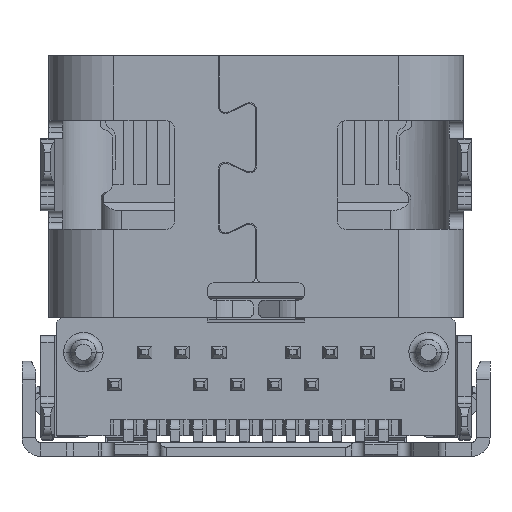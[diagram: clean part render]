
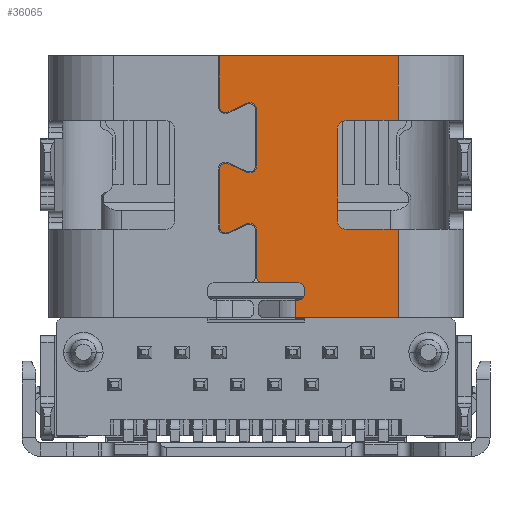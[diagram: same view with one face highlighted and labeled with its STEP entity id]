
A CAD part, front view. The second image highlights one B-rep face of the part: STEP entity #36065.
In plain terms, the highlighted planar face has unit normal (0, 1, 0).
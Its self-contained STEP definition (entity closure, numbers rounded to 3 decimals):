
#28803=CARTESIAN_POINT('',(-0.66,-1.58,4.55));
#28804=DIRECTION('',(0.,1.,0.));
#28805=DIRECTION('',(0.418,0.,-0.908));
#28806=AXIS2_PLACEMENT_3D('',#28803,#28804,#28805);
#28808=DIRECTION('',(-0.908,0.,-0.418));
#28809=VECTOR('',#28808,0.444);
#28810=CARTESIAN_POINT('',(-0.203,-1.58,4.617));
#28811=LINE('',#28810,#28809);
#28812=CARTESIAN_POINT('',(-0.14,-1.58,4.481));
#28813=DIRECTION('',(0.,-1.,0.));
#28814=DIRECTION('',(1.,0.,0.));
#28815=AXIS2_PLACEMENT_3D('',#28812,#28813,#28814);
#28817=CARTESIAN_POINT('',(-0.14,-1.58,3.269));
#28818=DIRECTION('',(0.,-1.,0.));
#28819=DIRECTION('',(-0.418,0.,-0.908));
#28820=AXIS2_PLACEMENT_3D('',#28817,#28818,#28819);
#28822=DIRECTION('',(0.908,0.,-0.418));
#28823=VECTOR('',#28822,0.444);
#28824=CARTESIAN_POINT('',(-0.606,-1.58,3.318));
#28825=LINE('',#28824,#28823);
#28826=CARTESIAN_POINT('',(-0.66,-1.58,3.2));
#28827=DIRECTION('',(0.,1.,0.));
#28828=DIRECTION('',(-1.,0.,0.));
#28829=AXIS2_PLACEMENT_3D('',#28826,#28827,#28828);
#28831=CARTESIAN_POINT('',(-0.66,-1.58,1.95));
#28832=DIRECTION('',(0.,1.,0.));
#28833=DIRECTION('',(0.418,0.,-0.908));
#28834=AXIS2_PLACEMENT_3D('',#28831,#28832,#28833);
#28836=DIRECTION('',(-0.908,0.,-0.418));
#28837=VECTOR('',#28836,0.444);
#28838=CARTESIAN_POINT('',(-0.203,-1.58,2.017));
#28839=LINE('',#28838,#28837);
#28840=CARTESIAN_POINT('',(-0.14,-1.58,1.881));
#28841=DIRECTION('',(0.,-1.,0.));
#28842=DIRECTION('',(1.,0.,0.));
#28843=AXIS2_PLACEMENT_3D('',#28840,#28841,#28842);
#28845=CARTESIAN_POINT('',(0.14,-1.58,0.88));
#28846=DIRECTION('',(0.,1.,0.));
#28847=DIRECTION('',(0.,0.,-1.));
#28848=AXIS2_PLACEMENT_3D('',#28845,#28846,#28847);
#28850=CARTESIAN_POINT('',(0.9,-1.58,0.6));
#28851=DIRECTION('',(0.,-1.,0.));
#28852=DIRECTION('',(1.,0.,0.));
#28853=AXIS2_PLACEMENT_3D('',#28850,#28851,#28852);
#28855=CARTESIAN_POINT('',(0.9,-1.58,0.52));
#28856=DIRECTION('',(0.,-1.,0.));
#28857=DIRECTION('',(0.,0.,-1.));
#28858=AXIS2_PLACEMENT_3D('',#28855,#28856,#28857);
#28860=DIRECTION('',(-1.,0.,0.));
#28861=VECTOR('',#28860,2.22);
#28862=CARTESIAN_POINT('',(3.07,-1.58,0.));
#28863=LINE('',#28862,#28861);
#28864=DIRECTION('',(1.,0.,0.));
#28865=VECTOR('',#28864,1.12);
#28866=CARTESIAN_POINT('',(1.95,-1.58,1.9));
#28867=LINE('',#28866,#28865);
#28868=CARTESIAN_POINT('',(1.95,-1.58,2.1));
#28869=DIRECTION('',(0.,-1.,0.));
#28870=DIRECTION('',(-1.,0.,0.));
#28871=AXIS2_PLACEMENT_3D('',#28868,#28869,#28870);
#28873=DIRECTION('',(0.,0.,-1.));
#28874=VECTOR('',#28873,1.95);
#28875=CARTESIAN_POINT('',(1.75,-1.58,4.05));
#28876=LINE('',#28875,#28874);
#28877=CARTESIAN_POINT('',(1.95,-1.58,4.05));
#28878=DIRECTION('',(0.,-1.,0.));
#28879=DIRECTION('',(0.,0.,1.));
#28880=AXIS2_PLACEMENT_3D('',#28877,#28878,#28879);
#28882=DIRECTION('',(-1.,0.,0.));
#28883=VECTOR('',#28882,1.12);
#28884=CARTESIAN_POINT('',(3.07,-1.58,4.25));
#28885=LINE('',#28884,#28883);
#28890=DIRECTION('',(-1.,0.,0.));
#28891=VECTOR('',#28890,3.86);
#28892=CARTESIAN_POINT('',(3.07,-1.58,
5.65));
#28893=LINE('',#28892,#28891);
#28902=DIRECTION('',(0.,0.,-1.));
#28903=VECTOR('',#28902,1.1);
#28904=CARTESIAN_POINT('',(-0.79,-1.58,5.65));
#28905=LINE('',#28904,#28903);
#28930=DIRECTION('',(0.,0.,-1.));
#28931=VECTOR('',#28930,1.212);
#28932=CARTESIAN_POINT('',(0.01,-1.58,4.481));
#28933=LINE('',#28932,#28931);
#28954=DIRECTION('',(0.,0.,-1.));
#28955=VECTOR('',#28954,1.25);
#28956=CARTESIAN_POINT('',(-0.79,-1.58,3.2));
#28957=LINE('',#28956,#28955);
#28974=DIRECTION('',(0.,0.,1.));
#28975=VECTOR('',#28974,1.001);
#28976=CARTESIAN_POINT('',(0.01,-1.58,0.88));
#28977=LINE('',#28976,#28975);
#28994=DIRECTION('',(1.,0.,0.));
#28995=VECTOR('',#28994,0.76);
#28996=CARTESIAN_POINT('',(0.14,-1.58,0.75));
#28997=LINE('',#28996,#28995);
#29006=DIRECTION('',(0.,0.,-1.));
#29007=VECTOR('',#29006,0.08);
#29008=CARTESIAN_POINT('',(1.05,-1.58,0.6));
#29009=LINE('',#29008,#29007);
#29084=DIRECTION('',(-1.,0.,0.));
#29085=VECTOR('',#29084,0.05);
#29086=CARTESIAN_POINT('',(0.9,-1.58,0.37));
#29087=LINE('',#29086,#29085);
#29283=DIRECTION('',(0.,0.,1.));
#29284=VECTOR('',#29283,1.9);
#29285=CARTESIAN_POINT('',(3.07,-1.58,0.));
#29286=LINE('',#29285,#29284);
#33886=DIRECTION('',(0.,0.,1.));
#33887=VECTOR('',#33886,1.4);
#33888=CARTESIAN_POINT('',(3.07,-1.58,4.25));
#33889=LINE('',#33888,#33887);
#33894=DIRECTION('',(-0.001,0.,-1.));
#33895=VECTOR('',#33894,0.37);
#33896=CARTESIAN_POINT('',(0.85,-1.58,0.37));
#33897=LINE('',#33896,#33895);
#34095=CARTESIAN_POINT('',(3.07,-1.58,1.9));
#34096=VERTEX_POINT('',#34095);
#34103=CARTESIAN_POINT('',(3.07,-1.58,0.));
#34104=VERTEX_POINT('',#34103);
#34107=CARTESIAN_POINT('',(0.85,-1.58,0.));
#34108=VERTEX_POINT('',#34107);
#34179=CARTESIAN_POINT('',(3.07,-1.58,4.25));
#34180=VERTEX_POINT('',#34179);
#34181=CARTESIAN_POINT('',(1.95,-1.58,4.25));
#34182=VERTEX_POINT('',#34181);
#34183=CARTESIAN_POINT('',(1.75,-1.58,4.05));
#34184=VERTEX_POINT('',#34183);
#34185=CARTESIAN_POINT('',(1.75,-1.58,2.1));
#34186=VERTEX_POINT('',#34185);
#34187=CARTESIAN_POINT('',(1.95,-1.58,1.9));
#34188=VERTEX_POINT('',#34187);
#34189=CARTESIAN_POINT('',(3.07,-1.58,
5.65));
#34190=CARTESIAN_POINT('',(-0.79,-1.58,5.65));
#34191=VERTEX_POINT('',#34189);
#34192=VERTEX_POINT('',#34190);
#34193=CARTESIAN_POINT('',(-0.79,-1.58,4.55));
#34194=VERTEX_POINT('',#34193);
#34195=CARTESIAN_POINT('',(-0.606,-1.58,4.432));
#34196=VERTEX_POINT('',#34195);
#34197=CARTESIAN_POINT('',(-0.203,-1.58,4.617));
#34198=VERTEX_POINT('',#34197);
#34199=CARTESIAN_POINT('',(0.01,-1.58,4.481));
#34200=VERTEX_POINT('',#34199);
#34201=CARTESIAN_POINT('',(0.01,-1.58,3.269));
#34202=VERTEX_POINT('',#34201);
#34203=CARTESIAN_POINT('',(-0.203,-1.58,3.133));
#34204=VERTEX_POINT('',#34203);
#34205=CARTESIAN_POINT('',(-0.606,-1.58,3.318));
#34206=VERTEX_POINT('',#34205);
#34207=CARTESIAN_POINT('',(-0.79,-1.58,3.2));
#34208=VERTEX_POINT('',#34207);
#34209=CARTESIAN_POINT('',(-0.79,-1.58,1.95));
#34210=VERTEX_POINT('',#34209);
#34211=CARTESIAN_POINT('',(-0.606,-1.58,1.832));
#34212=VERTEX_POINT('',#34211);
#34213=CARTESIAN_POINT('',(-0.203,-1.58,2.017));
#34214=VERTEX_POINT('',#34213);
#34215=CARTESIAN_POINT('',(0.01,-1.58,1.881));
#34216=VERTEX_POINT('',#34215);
#34217=CARTESIAN_POINT('',(0.01,-1.58,0.88));
#34218=VERTEX_POINT('',#34217);
#34219=CARTESIAN_POINT('',(0.14,-1.58,0.75));
#34220=VERTEX_POINT('',#34219);
#34221=CARTESIAN_POINT('',(0.9,-1.58,0.75));
#34222=VERTEX_POINT('',#34221);
#34223=CARTESIAN_POINT('',(1.05,-1.58,0.6));
#34224=VERTEX_POINT('',#34223);
#34225=CARTESIAN_POINT('',(1.05,-1.58,0.52));
#34226=VERTEX_POINT('',#34225);
#34227=CARTESIAN_POINT('',(0.9,-1.58,0.37));
#34228=VERTEX_POINT('',#34227);
#34229=CARTESIAN_POINT('',(0.85,-1.58,0.37));
#34230=VERTEX_POINT('',#34229);
#36002=CARTESIAN_POINT('',(1.14,-1.58,2.825));
#36003=DIRECTION('',(0.,1.,0.));
#36004=DIRECTION('',(-1.,0.,0.));
#36005=AXIS2_PLACEMENT_3D('',#36002,#36003,#36004);
#36006=PLANE('',#36005);
#36008=ORIENTED_EDGE('',*,*,#36007,.T.);
#36010=ORIENTED_EDGE('',*,*,#36009,.T.);
#36012=ORIENTED_EDGE('',*,*,#36011,.F.);
#36014=ORIENTED_EDGE('',*,*,#36013,.F.);
#36016=ORIENTED_EDGE('',*,*,#36015,.F.);
#36018=ORIENTED_EDGE('',*,*,#36017,.T.);
#36020=ORIENTED_EDGE('',*,*,#36019,.F.);
#36022=ORIENTED_EDGE('',*,*,#36021,.F.);
#36024=ORIENTED_EDGE('',*,*,#36023,.F.);
#36026=ORIENTED_EDGE('',*,*,#36025,.T.);
#36028=ORIENTED_EDGE('',*,*,#36027,.F.);
#36030=ORIENTED_EDGE('',*,*,#36029,.F.);
#36032=ORIENTED_EDGE('',*,*,#36031,.F.);
#36034=ORIENTED_EDGE('',*,*,#36033,.F.);
#36036=ORIENTED_EDGE('',*,*,#36035,.F.);
#36038=ORIENTED_EDGE('',*,*,#36037,.T.);
#36040=ORIENTED_EDGE('',*,*,#36039,.F.);
#36042=ORIENTED_EDGE('',*,*,#36041,.T.);
#36044=ORIENTED_EDGE('',*,*,#36043,.F.);
#36046=ORIENTED_EDGE('',*,*,#36045,.T.);
#36048=ORIENTED_EDGE('',*,*,#36047,.T.);
#36050=ORIENTED_EDGE('',*,*,#36049,.F.);
#36052=ORIENTED_EDGE('',*,*,#36051,.T.);
#36054=ORIENTED_EDGE('',*,*,#36053,.F.);
#36056=ORIENTED_EDGE('',*,*,#36055,.F.);
#36058=ORIENTED_EDGE('',*,*,#36057,.F.);
#36059=ORIENTED_EDGE('',*,*,#35994,.F.);
#36060=ORIENTED_EDGE('',*,*,#35983,.F.);
#36062=ORIENTED_EDGE('',*,*,#36061,.T.);
#36063=EDGE_LOOP('',(#36008,#36010,#36012,#36014,#36016,#36018,#36020,#36022,
#36024,#36026,#36028,#36030,#36032,#36034,#36036,#36038,#36040,#36042,#36044,
#36046,#36048,#36050,#36052,#36054,#36056,#36058,#36059,#36060,#36062));
#36064=FACE_OUTER_BOUND('',#36063,.F.);
#28807=CIRCLE('',#28806,0.13);
#28816=CIRCLE('',#28815,0.15);
#28821=CIRCLE('',#28820,0.15);
#28830=CIRCLE('',#28829,0.13);
#28835=CIRCLE('',#28834,0.13);
#28844=CIRCLE('',#28843,0.15);
#28849=CIRCLE('',#28848,0.13);
#28854=CIRCLE('',#28853,0.15);
#28859=CIRCLE('',#28858,0.15);
#28872=CIRCLE('',#28871,0.2);
#28881=CIRCLE('',#28880,0.2);
#35983=EDGE_CURVE('',#34180,#34182,#28885,.T.);
#35994=EDGE_CURVE('',#34182,#34184,#28881,.T.);
#36007=EDGE_CURVE('',#34191,#34192,#28893,.T.);
#36009=EDGE_CURVE('',#34192,#34194,#28905,.T.);
#36011=EDGE_CURVE('',#34196,#34194,#28807,.T.);
#36013=EDGE_CURVE('',#34198,#34196,#28811,.T.);
#36015=EDGE_CURVE('',#34200,#34198,#28816,.T.);
#36017=EDGE_CURVE('',#34200,#34202,#28933,.T.);
#36019=EDGE_CURVE('',#34204,#34202,#28821,.T.);
#36021=EDGE_CURVE('',#34206,#34204,#28825,.T.);
#36023=EDGE_CURVE('',#34208,#34206,#28830,.T.);
#36025=EDGE_CURVE('',#34208,#34210,#28957,.T.);
#36027=EDGE_CURVE('',#34212,#34210,#28835,.T.);
#36029=EDGE_CURVE('',#34214,#34212,#28839,.T.);
#36031=EDGE_CURVE('',#34216,#34214,#28844,.T.);
#36033=EDGE_CURVE('',#34218,#34216,#28977,.T.);
#36035=EDGE_CURVE('',#34220,#34218,#28849,.T.);
#36037=EDGE_CURVE('',#34220,#34222,#28997,.T.);
#36039=EDGE_CURVE('',#34224,#34222,#28854,.T.);
#36041=EDGE_CURVE('',#34224,#34226,#29009,.T.);
#36043=EDGE_CURVE('',#34228,#34226,#28859,.T.);
#36045=EDGE_CURVE('',#34228,#34230,#29087,.T.);
#36047=EDGE_CURVE('',#34230,#34108,#33897,.T.);
#36049=EDGE_CURVE('',#34104,#34108,#28863,.T.);
#36051=EDGE_CURVE('',#34104,#34096,#29286,.T.);
#36053=EDGE_CURVE('',#34188,#34096,#28867,.T.);
#36055=EDGE_CURVE('',#34186,#34188,#28872,.T.);
#36057=EDGE_CURVE('',#34184,#34186,#28876,.T.);
#36061=EDGE_CURVE('',#34180,#34191,#33889,.T.);
#36065=ADVANCED_FACE('',(#36064),#36006,.T.);
